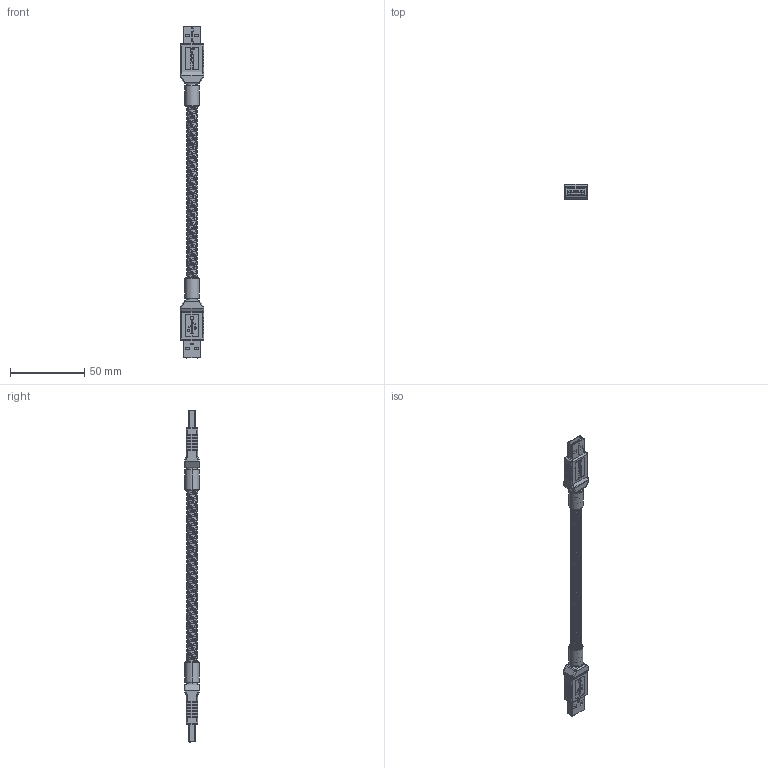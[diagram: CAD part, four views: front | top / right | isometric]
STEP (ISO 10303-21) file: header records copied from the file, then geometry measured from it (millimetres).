
FILE_DESCRIPTION (( 'STEP AP214' ), '1' );
FILE_NAME ('CSMUAA-MT.STEP', '2018-09-04T12:38:09', ( '' ), ( '' ), 'SwSTEP 2.0', 'SolidWorks 2017', '' );
FILE_SCHEMA (( 'AUTOMOTIVE_DESIGN' ));
Length unit declared in the file: inch
Products named in the file (11): 1AA05-003_CRIMPED; 1AA05-003-MA3; 1AA05-003-MA2_CRIMPED; MTN-667; 1AA05-003-MA5; 1AJ09-090; MTN-667_NO ARMOR; CSMUAA-MT; 1AA05-003-MA1; 1AA05-003-MA4; 1AL08-314
Assembly tree (14 placements, depth 4):
  CSMUAA-MT
    1AL08-314
    MTN-667_NO ARMOR  x2
      1AA05-003_CRIMPED
        1AA05-003-MA1
        1AA05-003-MA2_CRIMPED
        1AA05-003-MA3
        1AA05-003-MA4  x4
        1AA05-003-MA5
      1AJ09-090
      MTN-667
Bounding box: 15.7 x 10 x 223.73 mm (x, y, z)
Volume: 8993 mm3; surface area: 20826.3 mm2
Topology: 22 solids, 23 shells, 1616 faces, 4443 edges, 2845 vertices
Faces by surface type: plane 832, cylinder 606, bspline 98, sphere 52, torus 16, cone 12
Entity records: 191063 total; most frequent: CARTESIAN_POINT 169400, ORIENTED_EDGE 4818, DIRECTION 3953, EDGE_CURVE 2409, VERTEX_POINT 1568, VECTOR 1457, LINE 1457, AXIS2_PLACEMENT_3D 1248
